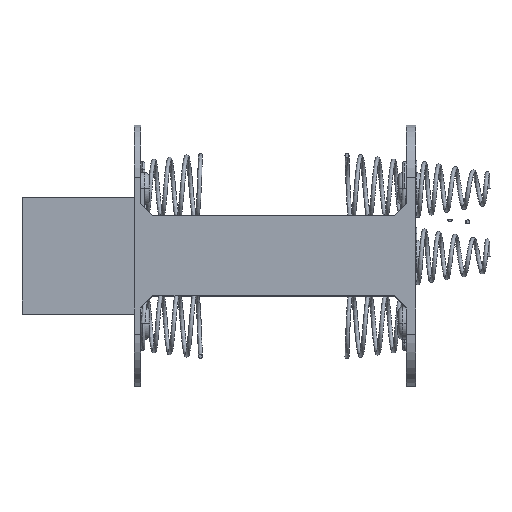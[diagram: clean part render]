
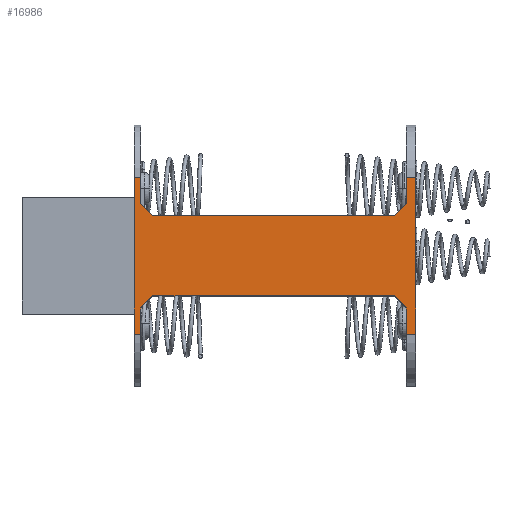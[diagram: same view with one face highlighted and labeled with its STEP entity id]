
A CAD part, top view. The second image highlights one B-rep face of the part: STEP entity #16986.
In plain terms, the highlighted planar face has unit normal (0, 0, 1).
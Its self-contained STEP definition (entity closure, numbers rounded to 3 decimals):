
#3 = VECTOR ( 'NONE', #27168, 1000. ) ;
#96 = DIRECTION ( 'NONE',  ( -1., 0., 0. ) ) ;
#629 = EDGE_CURVE ( 'NONE', #1234, #11853, #24517, .T. ) ;
#1164 = VERTEX_POINT ( 'NONE', #6688 ) ;
#1196 = EDGE_CURVE ( 'NONE', #14591, #1409, #26350, .T. ) ;
#1234 = VERTEX_POINT ( 'NONE', #18260 ) ;
#1302 = VECTOR ( 'NONE', #12171, 1000. ) ;
#1409 = VERTEX_POINT ( 'NONE', #27980 ) ;
#1545 = CARTESIAN_POINT ( 'NONE',  ( -33.05, -13., 16.25 ) ) ;
#1596 = VECTOR ( 'NONE', #96, 1000. ) ;
#2245 = VECTOR ( 'NONE', #28255, 1000. ) ;
#2268 = EDGE_CURVE ( 'NONE', #10138, #14591, #18954, .T. ) ;
#2335 = LINE ( 'NONE', #28484, #1596 ) ;
#2723 = CARTESIAN_POINT ( 'NONE',  ( 33.05, -13., 16.25 ) ) ;
#3099 = FACE_OUTER_BOUND ( 'NONE', #10748, .T. ) ;
#3313 = DIRECTION ( 'NONE',  ( -0.707, -0.707, 0. ) ) ;
#3558 = LINE ( 'NONE', #9132, #19301 ) ;
#3628 = CARTESIAN_POINT ( 'NONE',  ( 10.025, -10.025, 16.25 ) ) ;
#3962 = EDGE_CURVE ( 'NONE', #5282, #9965, #16320, .T. ) ;
#4027 = DIRECTION ( 'NONE',  ( -1., 0., 0. ) ) ;
#4106 = LINE ( 'NONE', #3628, #23556 ) ;
#4972 = VECTOR ( 'NONE', #24772, 1000. ) ;
#5060 = ORIENTED_EDGE ( 'NONE', *, *, #22445, .T. ) ;
#5282 = VERTEX_POINT ( 'NONE', #24031 ) ;
#5961 = CARTESIAN_POINT ( 'NONE',  ( 33.05, 13., 16.25 ) ) ;
#6688 = CARTESIAN_POINT ( 'NONE',  ( 35.35, 19.5, 16.25 ) ) ;
#7008 = DIRECTION ( 'NONE',  ( -1., 0., 0. ) ) ;
#7308 = ORIENTED_EDGE ( 'NONE', *, *, #19547, .T. ) ;
#7613 = CARTESIAN_POINT ( 'NONE',  ( 30.05, 10., 16.25 ) ) ;
#7659 = CARTESIAN_POINT ( 'NONE',  ( 0., -10., 16.25 ) ) ;
#8129 = VECTOR ( 'NONE', #29547, 1000. ) ;
#8397 = ORIENTED_EDGE ( 'NONE', *, *, #629, .T. ) ;
#8770 = AXIS2_PLACEMENT_3D ( 'NONE', #14906, #19709, #12641 ) ;
#9128 = VERTEX_POINT ( 'NONE', #26185 ) ;
#9132 = CARTESIAN_POINT ( 'NONE',  ( 10.025, 10.025, 16.25 ) ) ;
#9369 = CARTESIAN_POINT ( 'NONE',  ( 33.05, 0., 16.25 ) ) ;
#9965 = VERTEX_POINT ( 'NONE', #28435 ) ;
#10138 = VERTEX_POINT ( 'NONE', #2723 ) ;
#10201 = PLANE ( 'NONE',  #8770 ) ;
#10205 = EDGE_CURVE ( 'NONE', #29714, #28076, #4106, .T. ) ;
#10418 = VECTOR ( 'NONE', #27395, 1000. ) ;
#10643 = EDGE_CURVE ( 'NONE', #19778, #9128, #17677, .T. ) ;
#10748 = EDGE_LOOP ( 'NONE', ( #15041, #21796, #19282, #24196, #19078, #29617, #7308, #8397, #11207, #12281, #13133, #29027, #21370, #18952, #18181, #5060 ) ) ;
#11013 = LINE ( 'NONE', #22461, #3 ) ;
#11207 = ORIENTED_EDGE ( 'NONE', *, *, #29792, .T. ) ;
#11241 = CARTESIAN_POINT ( 'NONE',  ( -33.05, -19.5, 16.25 ) ) ;
#11695 = VECTOR ( 'NONE', #4027, 1000. ) ;
#11708 = DIRECTION ( 'NONE',  ( 1., 0., 0. ) ) ;
#11853 = VERTEX_POINT ( 'NONE', #17195 ) ;
#11880 = CARTESIAN_POINT ( 'NONE',  ( -33.05, 0., 16.25 ) ) ;
#12171 = DIRECTION ( 'NONE',  ( 1., 0., 0. ) ) ;
#12281 = ORIENTED_EDGE ( 'NONE', *, *, #12964, .T. ) ;
#12641 = DIRECTION ( 'NONE',  ( 1., 0., 0. ) ) ;
#12964 = EDGE_CURVE ( 'NONE', #28224, #24199, #25631, .T. ) ;
#13133 = ORIENTED_EDGE ( 'NONE', *, *, #16393, .F. ) ;
#13147 = CARTESIAN_POINT ( 'NONE',  ( -10.025, 10.025, 16.25 ) ) ;
#14262 = VECTOR ( 'NONE', #21102, 1000. ) ;
#14591 = VERTEX_POINT ( 'NONE', #16661 ) ;
#14906 = CARTESIAN_POINT ( 'NONE',  ( 0., -2.2, 16.25 ) ) ;
#14965 = VECTOR ( 'NONE', #11708, 1000. ) ;
#15041 = ORIENTED_EDGE ( 'NONE', *, *, #2268, .T. ) ;
#15908 = VECTOR ( 'NONE', #23412, 1000. ) ;
#16320 = LINE ( 'NONE', #11241, #24043 ) ;
#16357 = LINE ( 'NONE', #7659, #1302 ) ;
#16393 = EDGE_CURVE ( 'NONE', #5282, #24199, #23302, .T. ) ;
#16661 = CARTESIAN_POINT ( 'NONE',  ( 33.05, -19.5, 16.25 ) ) ;
#16986 = ADVANCED_FACE ( 'NONE', ( #3099 ), #10201, .F. ) ;
#17083 = CARTESIAN_POINT ( 'NONE',  ( 30.05, -10., 16.25 ) ) ;
#17195 = CARTESIAN_POINT ( 'NONE',  ( -33.05, 13., 16.25 ) ) ;
#17677 = LINE ( 'NONE', #13147, #8129 ) ;
#18181 = ORIENTED_EDGE ( 'NONE', *, *, #23593, .T. ) ;
#18260 = CARTESIAN_POINT ( 'NONE',  ( -30.05, 10., 16.25 ) ) ;
#18302 = DIRECTION ( 'NONE',  ( 1., 0., 0. ) ) ;
#18365 = DIRECTION ( 'NONE',  ( 0., -1., 0. ) ) ;
#18572 = CARTESIAN_POINT ( 'NONE',  ( 33.05, 19.5, 16.25 ) ) ;
#18663 = EDGE_CURVE ( 'NONE', #1164, #19344, #2335, .T. ) ;
#18835 = VECTOR ( 'NONE', #7008, 1000. ) ;
#18952 = ORIENTED_EDGE ( 'NONE', *, *, #10643, .T. ) ;
#18954 = LINE ( 'NONE', #27280, #20427 ) ;
#19022 = CARTESIAN_POINT ( 'NONE',  ( -34.65, 19.5, 16.25 ) ) ;
#19078 = ORIENTED_EDGE ( 'NONE', *, *, #19365, .T. ) ;
#19282 = ORIENTED_EDGE ( 'NONE', *, *, #26326, .F. ) ;
#19301 = VECTOR ( 'NONE', #23165, 1000. ) ;
#19344 = VERTEX_POINT ( 'NONE', #18572 ) ;
#19365 = EDGE_CURVE ( 'NONE', #19344, #29714, #21406, .T. ) ;
#19547 = EDGE_CURVE ( 'NONE', #28076, #1234, #19578, .T. ) ;
#19578 = LINE ( 'NONE', #30370, #18835 ) ;
#19709 = DIRECTION ( 'NONE',  ( 0., 0., -1. ) ) ;
#19778 = VERTEX_POINT ( 'NONE', #1545 ) ;
#20427 = VECTOR ( 'NONE', #18365, 1000. ) ;
#21006 = CARTESIAN_POINT ( 'NONE',  ( -10.025, -10.025, 16.25 ) ) ;
#21102 = DIRECTION ( 'NONE',  ( -0.707, 0.707, 0. ) ) ;
#21370 = ORIENTED_EDGE ( 'NONE', *, *, #28336, .T. ) ;
#21406 = LINE ( 'NONE', #9369, #15908 ) ;
#21796 = ORIENTED_EDGE ( 'NONE', *, *, #1196, .T. ) ;
#22445 = EDGE_CURVE ( 'NONE', #24283, #10138, #3558, .T. ) ;
#22461 = CARTESIAN_POINT ( 'NONE',  ( -33.05, 0., 16.25 ) ) ;
#22466 = CARTESIAN_POINT ( 'NONE',  ( -34.65, 19.5, 16.25 ) ) ;
#22516 = CARTESIAN_POINT ( 'NONE',  ( -34.65, -2.2, 16.25 ) ) ;
#23165 = DIRECTION ( 'NONE',  ( 0.707, -0.707, 0. ) ) ;
#23302 = LINE ( 'NONE', #22516, #4972 ) ;
#23412 = DIRECTION ( 'NONE',  ( 0., -1., 0. ) ) ;
#23556 = VECTOR ( 'NONE', #3313, 1000. ) ;
#23593 = EDGE_CURVE ( 'NONE', #9128, #24283, #16357, .T. ) ;
#24031 = CARTESIAN_POINT ( 'NONE',  ( -34.65, -19.5, 16.25 ) ) ;
#24043 = VECTOR ( 'NONE', #18302, 1000. ) ;
#24196 = ORIENTED_EDGE ( 'NONE', *, *, #18663, .T. ) ;
#24199 = VERTEX_POINT ( 'NONE', #19022 ) ;
#24283 = VERTEX_POINT ( 'NONE', #17083 ) ;
#24517 = LINE ( 'NONE', #21006, #14262 ) ;
#24772 = DIRECTION ( 'NONE',  ( 0., 1., 0. ) ) ;
#25249 = CARTESIAN_POINT ( 'NONE',  ( 35.35, 0., 16.25 ) ) ;
#25631 = LINE ( 'NONE', #22466, #11695 ) ;
#25641 = CARTESIAN_POINT ( 'NONE',  ( 34.65, -19.5, 16.25 ) ) ;
#26185 = CARTESIAN_POINT ( 'NONE',  ( -30.05, -10., 16.25 ) ) ;
#26326 = EDGE_CURVE ( 'NONE', #1164, #1409, #28753, .T. ) ;
#26350 = LINE ( 'NONE', #25641, #14965 ) ;
#27168 = DIRECTION ( 'NONE',  ( 0., 1., 0. ) ) ;
#27280 = CARTESIAN_POINT ( 'NONE',  ( 33.05, 0., 16.25 ) ) ;
#27395 = DIRECTION ( 'NONE',  ( 0., -1., 0. ) ) ;
#27558 = LINE ( 'NONE', #11880, #2245 ) ;
#27980 = CARTESIAN_POINT ( 'NONE',  ( 35.35, -19.5, 16.25 ) ) ;
#28076 = VERTEX_POINT ( 'NONE', #7613 ) ;
#28224 = VERTEX_POINT ( 'NONE', #28361 ) ;
#28255 = DIRECTION ( 'NONE',  ( 0., 1., 0. ) ) ;
#28336 = EDGE_CURVE ( 'NONE', #9965, #19778, #27558, .T. ) ;
#28361 = CARTESIAN_POINT ( 'NONE',  ( -33.05, 19.5, 16.25 ) ) ;
#28435 = CARTESIAN_POINT ( 'NONE',  ( -33.05, -19.5, 16.25 ) ) ;
#28484 = CARTESIAN_POINT ( 'NONE',  ( 33.05, 19.5, 16.25 ) ) ;
#28753 = LINE ( 'NONE', #25249, #10418 ) ;
#29027 = ORIENTED_EDGE ( 'NONE', *, *, #3962, .T. ) ;
#29547 = DIRECTION ( 'NONE',  ( 0.707, 0.707, 0. ) ) ;
#29617 = ORIENTED_EDGE ( 'NONE', *, *, #10205, .T. ) ;
#29714 = VERTEX_POINT ( 'NONE', #5961 ) ;
#29792 = EDGE_CURVE ( 'NONE', #11853, #28224, #11013, .T. ) ;
#30370 = CARTESIAN_POINT ( 'NONE',  ( 0., 10., 16.25 ) ) ;
